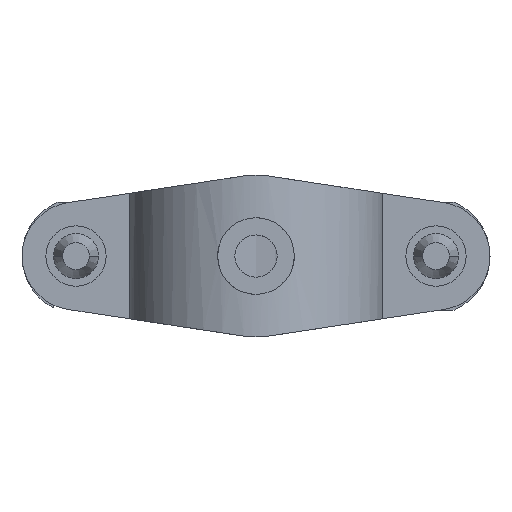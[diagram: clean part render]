
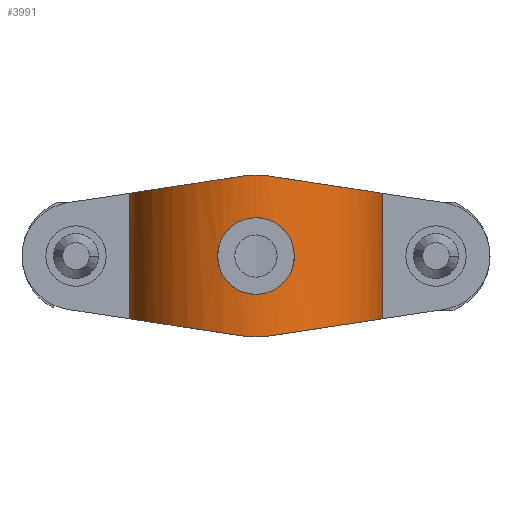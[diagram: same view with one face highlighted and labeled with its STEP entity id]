
A CAD part, front view. The second image highlights one B-rep face of the part: STEP entity #3991.
In plain terms, the highlighted cylindrical face has radius 14.25 mm (diameter 28.5 mm), a partial arc.
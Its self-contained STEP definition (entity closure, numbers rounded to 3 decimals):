
#1772=CARTESIAN_POINT('',(0.,-14.25,-4.25));
#1773=CARTESIAN_POINT('',(0.276,-14.25,-4.25));
#1774=CARTESIAN_POINT('',(0.819,-14.234,
-4.197));
#1775=CARTESIAN_POINT('',(1.618,-14.165,
-3.96));
#1776=CARTESIAN_POINT('',(2.365,-14.059,
-3.565));
#1777=CARTESIAN_POINT('',(3.026,-13.93,
-3.025));
#1778=CARTESIAN_POINT('',(3.566,-13.799,
-2.363));
#1779=CARTESIAN_POINT('',(3.961,-13.69,
-1.615));
#1780=CARTESIAN_POINT('',(4.198,-13.618,
-0.818));
#1781=CARTESIAN_POINT('',(4.276,-13.593,
0.));
#1782=CARTESIAN_POINT('',(4.198,-13.618,
0.818));
#1783=CARTESIAN_POINT('',(3.961,-13.69,1.615));
#1784=CARTESIAN_POINT('',(3.566,-13.799,2.363));
#1785=CARTESIAN_POINT('',(3.026,-13.93,3.025));
#1786=CARTESIAN_POINT('',(2.365,-14.059,3.565));
#1787=CARTESIAN_POINT('',(1.618,-14.165,3.96));
#1788=CARTESIAN_POINT('',(0.819,-14.234,
4.197));
#1789=CARTESIAN_POINT('',(0.276,-14.25,4.25));
#1790=CARTESIAN_POINT('',(0.,-14.25,4.25));
#1792=CARTESIAN_POINT('',(0.,-14.25,4.25));
#1793=CARTESIAN_POINT('',(-0.276,-14.25,4.25));
#1794=CARTESIAN_POINT('',(-0.82,-14.234,
4.197));
#1795=CARTESIAN_POINT('',(-1.619,-14.165,
3.959));
#1796=CARTESIAN_POINT('',(-2.365,-14.059,
3.565));
#1797=CARTESIAN_POINT('',(-3.026,-13.93,
3.025));
#1798=CARTESIAN_POINT('',(-3.566,-13.799,
2.363));
#1799=CARTESIAN_POINT('',(-3.961,-13.69,
1.616));
#1800=CARTESIAN_POINT('',(-4.198,-13.618,
0.818));
#1801=CARTESIAN_POINT('',(-4.276,-13.593,0.));
#1802=CARTESIAN_POINT('',(-4.198,-13.618,
-0.818));
#1803=CARTESIAN_POINT('',(-3.961,-13.69,
-1.616));
#1804=CARTESIAN_POINT('',(-3.566,-13.799,
-2.363));
#1805=CARTESIAN_POINT('',(-3.026,-13.93,
-3.025));
#1806=CARTESIAN_POINT('',(-2.365,-14.059,
-3.565));
#1807=CARTESIAN_POINT('',(-1.619,-14.165,
-3.959));
#1808=CARTESIAN_POINT('',(-0.82,-14.234,
-4.197));
#1809=CARTESIAN_POINT('',(-0.276,-14.25,-4.25));
#1810=CARTESIAN_POINT('',(0.,-14.25,-4.25));
#1812=CARTESIAN_POINT('',(-1.35,-14.186,-8.898));
#1813=CARTESIAN_POINT('',(-2.26,-14.099,
-8.76));
#1814=CARTESIAN_POINT('',(-3.934,-13.768,
-8.506));
#1815=CARTESIAN_POINT('',(-6.861,-12.652,
-8.062));
#1816=CARTESIAN_POINT('',(-9.881,-10.565,
-7.604));
#1817=CARTESIAN_POINT('',(-12.169,-7.686,
-7.257));
#1818=CARTESIAN_POINT('',(-13.483,-4.825,
-7.057));
#1819=CARTESIAN_POINT('',(-13.925,-3.163,
-6.99));
#1820=CARTESIAN_POINT('',(-14.071,-2.25,-6.968));
#1822=DIRECTION('',(0.,0.,1.));
#1823=VECTOR('',#1822,13.936);
#1824=CARTESIAN_POINT('',(-14.071,-2.25,-6.968));
#1825=LINE('',#1824,#1823);
#1826=CARTESIAN_POINT('',(-14.071,-2.25,6.968));
#1827=CARTESIAN_POINT('',(-13.925,-3.163,
6.99));
#1828=CARTESIAN_POINT('',(-13.483,-4.825,
7.057));
#1829=CARTESIAN_POINT('',(-12.169,-7.686,
7.257));
#1830=CARTESIAN_POINT('',(-9.881,-10.565,
7.604));
#1831=CARTESIAN_POINT('',(-6.861,-12.652,
8.062));
#1832=CARTESIAN_POINT('',(-3.934,-13.768,
8.506));
#1833=CARTESIAN_POINT('',(-2.26,-14.099,
8.76));
#1834=CARTESIAN_POINT('',(-1.35,-14.186,8.898));
#1836=CARTESIAN_POINT('',(1.35,-14.186,8.898));
#1837=CARTESIAN_POINT('',(2.26,-14.099,8.76));
#1838=CARTESIAN_POINT('',(3.934,-13.768,8.506));
#1839=CARTESIAN_POINT('',(6.861,-12.652,8.062));
#1840=CARTESIAN_POINT('',(9.881,-10.565,7.604));
#1841=CARTESIAN_POINT('',(12.169,-7.686,7.257));
#1842=CARTESIAN_POINT('',(13.483,-4.825,7.057));
#1843=CARTESIAN_POINT('',(13.925,-3.163,6.99));
#1844=CARTESIAN_POINT('',(14.071,-2.25,6.968));
#1846=DIRECTION('',(0.,0.,-1.));
#1847=VECTOR('',#1846,13.936);
#1848=CARTESIAN_POINT('',(14.071,-2.25,6.968));
#1849=LINE('',#1848,#1847);
#1850=CARTESIAN_POINT('',(14.071,-2.25,-6.968));
#1851=CARTESIAN_POINT('',(13.925,-3.163,
-6.99));
#1852=CARTESIAN_POINT('',(13.483,-4.825,
-7.057));
#1853=CARTESIAN_POINT('',(12.169,-7.686,
-7.257));
#1854=CARTESIAN_POINT('',(9.881,-10.565,
-7.604));
#1855=CARTESIAN_POINT('',(6.861,-12.652,
-8.062));
#1856=CARTESIAN_POINT('',(3.934,-13.768,
-8.506));
#1857=CARTESIAN_POINT('',(2.26,-14.099,
-8.76));
#1858=CARTESIAN_POINT('',(1.35,-14.186,-8.898));
#2555=CARTESIAN_POINT('',(1.35,-14.186,-8.898));
#2556=CARTESIAN_POINT('',(1.051,-14.214,
-8.944));
#2557=CARTESIAN_POINT('',(0.449,-14.253,
-9.004));
#2558=CARTESIAN_POINT('',(-0.449,-14.253,
-9.004));
#2559=CARTESIAN_POINT('',(-1.051,-14.214,
-8.944));
#2560=CARTESIAN_POINT('',(-1.35,-14.186,-8.898));
#2688=CARTESIAN_POINT('',(0.,-14.25,9.));
#2689=CARTESIAN_POINT('',(0.15,-14.25,9.));
#2690=CARTESIAN_POINT('',(0.451,-14.245,
8.992));
#2691=CARTESIAN_POINT('',(0.902,-14.224,
8.958));
#2692=CARTESIAN_POINT('',(1.201,-14.2,8.921));
#2693=CARTESIAN_POINT('',(1.35,-14.186,8.898));
#2695=CARTESIAN_POINT('',(-1.35,-14.186,8.898));
#2696=CARTESIAN_POINT('',(-1.201,-14.2,
8.921));
#2697=CARTESIAN_POINT('',(-0.902,-14.224,
8.958));
#2698=CARTESIAN_POINT('',(-0.451,-14.245,
8.992));
#2699=CARTESIAN_POINT('',(-0.15,-14.25,9.));
#2700=CARTESIAN_POINT('',(0.,-14.25,9.));
#3562=VERTEX_POINT('',#2555);
#3563=VERTEX_POINT('',#2560);
#3565=CARTESIAN_POINT('',(-1.35,-14.186,8.898));
#3567=VERTEX_POINT('',#3565);
#3595=CARTESIAN_POINT('',(1.35,-14.186,8.898));
#3596=VERTEX_POINT('',#3595);
#3689=VERTEX_POINT('',#2688);
#3802=CARTESIAN_POINT('',(14.071,-2.25,6.968));
#3803=CARTESIAN_POINT('',(14.071,-2.25,-6.968));
#3804=VERTEX_POINT('',#3802);
#3805=VERTEX_POINT('',#3803);
#3806=CARTESIAN_POINT('',(-14.071,-2.25,-6.968));
#3807=CARTESIAN_POINT('',(-14.071,-2.25,6.968));
#3808=VERTEX_POINT('',#3806);
#3809=VERTEX_POINT('',#3807);
#3820=VERTEX_POINT('',#1792);
#3821=VERTEX_POINT('',#1810);
#3962=CARTESIAN_POINT('',(0.,0.,9.));
#3963=DIRECTION('',(0.,0.,-1.));
#3964=DIRECTION('',(-1.,0.,0.));
#3965=AXIS2_PLACEMENT_3D('',#3962,#3963,#3964);
#3966=CYLINDRICAL_SURFACE('',#3965,14.25);
#3968=ORIENTED_EDGE('',*,*,#3967,.T.);
#3969=ORIENTED_EDGE('',*,*,#3949,.T.);
#3970=ORIENTED_EDGE('',*,*,#3841,.T.);
#3972=ORIENTED_EDGE('',*,*,#3971,.T.);
#3974=ORIENTED_EDGE('',*,*,#3973,.T.);
#3976=ORIENTED_EDGE('',*,*,#3975,.T.);
#3978=ORIENTED_EDGE('',*,*,#3977,.T.);
#3980=ORIENTED_EDGE('',*,*,#3979,.T.);
#3982=ORIENTED_EDGE('',*,*,#3981,.T.);
#3983=EDGE_LOOP('',(#3968,#3969,#3970,#3972,#3974,#3976,#3978,#3980,#3982));
#3984=FACE_OUTER_BOUND('',#3983,.F.);
#3986=ORIENTED_EDGE('',*,*,#3985,.T.);
#3988=ORIENTED_EDGE('',*,*,#3987,.T.);
#3989=EDGE_LOOP('',(#3986,#3988));
#3990=FACE_BOUND('',#3989,.F.);
#3991=ADVANCED_FACE('',(#3984,#3990),#3966,.T.);
#1791=B_SPLINE_CURVE_WITH_KNOTS('',3,(#1772,#1773,#1774,#1775,#1776,#1777,#1778,
#1779,#1780,#1781,#1782,#1783,#1784,#1785,#1786,#1787,#1788,#1789,#1790),
.UNSPECIFIED.,.F.,.F.,(4,1,1,1,1,1,1,1,1,1,1,1,1,1,1,1,4),(0.,0.063,0.125,
0.188,0.25,0.313,0.375,0.438,0.5,0.563,0.625,0.688,
0.75,0.813,0.875,0.938,1.),.UNSPECIFIED.);
#1811=B_SPLINE_CURVE_WITH_KNOTS('',3,(#1792,#1793,#1794,#1795,#1796,#1797,#1798,
#1799,#1800,#1801,#1802,#1803,#1804,#1805,#1806,#1807,#1808,#1809,#1810),
.UNSPECIFIED.,.F.,.F.,(4,1,1,1,1,1,1,1,1,1,1,1,1,1,1,1,4),(0.,0.063,0.125,
0.188,0.25,0.313,0.375,0.438,0.5,0.563,0.625,0.688,
0.75,0.813,0.875,0.938,1.),.UNSPECIFIED.);
#1821=B_SPLINE_CURVE_WITH_KNOTS('',3,(#1812,#1813,#1814,#1815,#1816,#1817,#1818,
#1819,#1820),.UNSPECIFIED.,.F.,.F.,(4,1,1,1,1,1,4),(0.,0.125,0.25,0.5,
0.75,0.875,1.),.UNSPECIFIED.);
#1835=B_SPLINE_CURVE_WITH_KNOTS('',3,(#1826,#1827,#1828,#1829,#1830,#1831,#1832,
#1833,#1834),.UNSPECIFIED.,.F.,.F.,(4,1,1,1,1,1,4),(0.,0.125,0.25,0.5,
0.75,0.875,1.),.UNSPECIFIED.);
#1845=B_SPLINE_CURVE_WITH_KNOTS('',3,(#1836,#1837,#1838,#1839,#1840,#1841,#1842,
#1843,#1844),.UNSPECIFIED.,.F.,.F.,(4,1,1,1,1,1,4),(0.,0.125,0.25,0.5,
0.75,0.875,1.),.UNSPECIFIED.);
#1859=B_SPLINE_CURVE_WITH_KNOTS('',3,(#1850,#1851,#1852,#1853,#1854,#1855,#1856,
#1857,#1858),.UNSPECIFIED.,.F.,.F.,(4,1,1,1,1,1,4),(0.,0.125,0.25,0.5,
0.75,0.875,1.),.UNSPECIFIED.);
#2561=B_SPLINE_CURVE_WITH_KNOTS('',3,(#2555,#2556,#2557,#2558,#2559,#2560),
.UNSPECIFIED.,.F.,.F.,(4,1,1,4),(0.,0.333,0.667,1.),
.UNSPECIFIED.);
#2694=B_SPLINE_CURVE_WITH_KNOTS('',3,(#2688,#2689,#2690,#2691,#2692,#2693),
.UNSPECIFIED.,.F.,.F.,(4,1,1,4),(0.,0.333,0.667,1.),
.UNSPECIFIED.);
#2701=B_SPLINE_CURVE_WITH_KNOTS('',3,(#2695,#2696,#2697,#2698,#2699,#2700),
.UNSPECIFIED.,.F.,.F.,(4,1,1,4),(0.,0.333,0.667,1.),
.UNSPECIFIED.);
#3841=EDGE_CURVE('',#3809,#3567,#1835,.T.);
#3949=EDGE_CURVE('',#3808,#3809,#1825,.T.);
#3967=EDGE_CURVE('',#3563,#3808,#1821,.T.);
#3971=EDGE_CURVE('',#3567,#3689,#2701,.T.);
#3973=EDGE_CURVE('',#3689,#3596,#2694,.T.);
#3975=EDGE_CURVE('',#3596,#3804,#1845,.T.);
#3977=EDGE_CURVE('',#3804,#3805,#1849,.T.);
#3979=EDGE_CURVE('',#3805,#3562,#1859,.T.);
#3981=EDGE_CURVE('',#3562,#3563,#2561,.T.);
#3985=EDGE_CURVE('',#3821,#3820,#1791,.T.);
#3987=EDGE_CURVE('',#3820,#3821,#1811,.T.);
